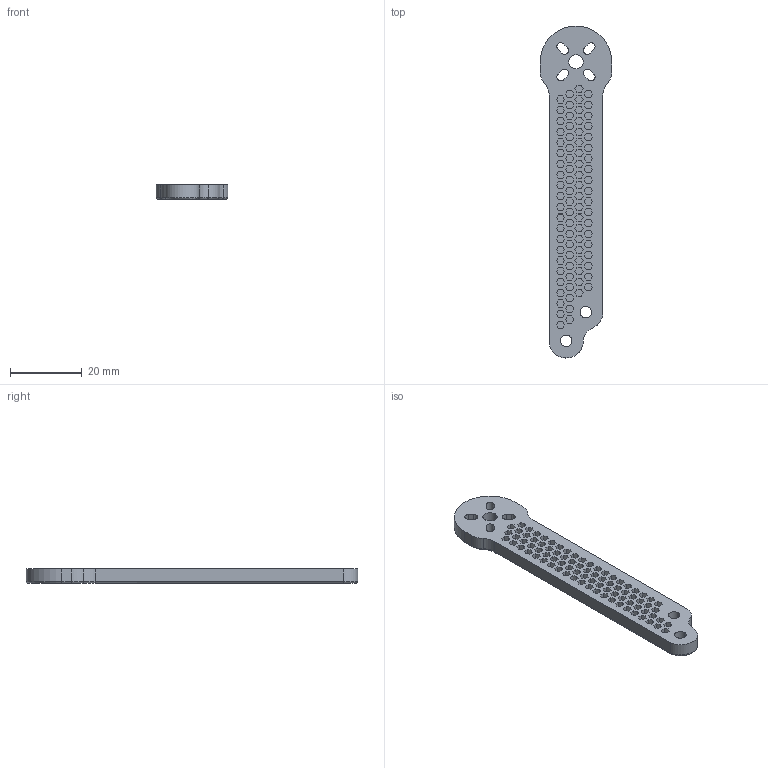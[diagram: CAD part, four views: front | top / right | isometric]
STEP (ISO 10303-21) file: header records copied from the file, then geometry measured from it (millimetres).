
FILE_DESCRIPTION (( 'STEP AP203' ), '1' );
FILE_NAME ('drone_arm_single_test_2_tr_bl_Défaut_sldprt.STEP', '2021-02-07T17:36:58', ( '' ), ( '' ), 'SwSTEP 2.0', 'SolidWorks 2019', '' );
FILE_SCHEMA (( 'CONFIG_CONTROL_DESIGN' ));
Length unit declared in the file: millimetre
Products named in the file (1): drone_arm_single_test_2_tr_bl_Défaut_sldprt
Bounding box: 20 x 92.79 x 4 mm (x, y, z)
Volume: 4821.8 mm3; surface area: 4563.6 mm2
Topology: 1 solids, 1 shells, 635 faces, 1637 edges, 1087 vertices
Faces by surface type: plane 595, cylinder 31, torus 9
Entity records: 19072 total; most frequent: CARTESIAN_POINT 3370, ORIENTED_EDGE 3274, DIRECTION 2981, EDGE_CURVE 1637, VECTOR 1561, LINE 1561, VERTEX_POINT 1087, EDGE_LOOP 732
